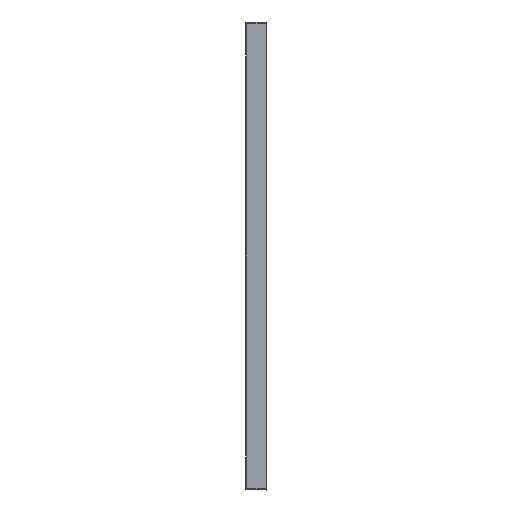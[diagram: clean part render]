
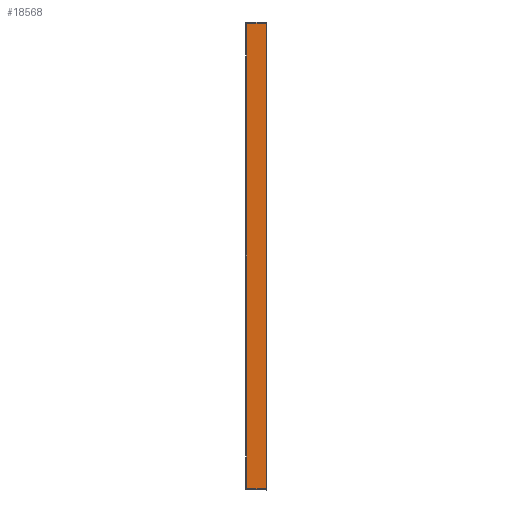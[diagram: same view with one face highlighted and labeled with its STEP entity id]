
A CAD part, left-side view. The second image highlights one B-rep face of the part: STEP entity #18568.
In plain terms, the highlighted planar face has unit normal (-0.999, 0.035, 0).
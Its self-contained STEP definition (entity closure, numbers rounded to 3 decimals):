
#234=DIRECTION('',(0.,0.,-1.));
#235=VECTOR('',#234,896.002);
#236=CARTESIAN_POINT('',(-500.,-40.,535.501));
#237=LINE('',#236,#235);
#238=DIRECTION('',(0.035,0.999,0.035));
#239=VECTOR('',#238,38.113);
#240=CARTESIAN_POINT('',(-500.,-40.,
-360.501));
#241=LINE('',#240,#239);
#242=CARTESIAN_POINT('',(-498.671,-1.933,
-359.172));
#243=CARTESIAN_POINT('',(-498.671,-1.947,
-349.773));
#244=CARTESIAN_POINT('',(-498.672,-1.979,
-327.882));
#245=CARTESIAN_POINT('',(-498.674,-2.024,
-292.325));
#246=CARTESIAN_POINT('',(-498.674,-2.039,
-266.166));
#247=CARTESIAN_POINT('',(-498.674,-2.039,
-252.5));
#249=CARTESIAN_POINT('',(-498.674,-2.039,
-252.5));
#250=CARTESIAN_POINT('',(-498.674,-2.039,
-244.529));
#251=CARTESIAN_POINT('',(-498.674,-2.037,
-229.413));
#252=CARTESIAN_POINT('',(-498.674,-2.033,
-209.371));
#253=CARTESIAN_POINT('',(-498.674,-2.027,
-191.491));
#254=CARTESIAN_POINT('',(-498.674,-2.02,
-175.506));
#255=CARTESIAN_POINT('',(-498.673,-2.013,
-160.332));
#256=CARTESIAN_POINT('',(-498.673,-2.006,
-146.532));
#257=CARTESIAN_POINT('',(-498.673,-1.999,
-133.136));
#258=CARTESIAN_POINT('',(-498.673,-1.992,
-119.521));
#259=CARTESIAN_POINT('',(-498.672,-1.983,
-104.85));
#260=CARTESIAN_POINT('',(-498.672,-1.975,
-90.78));
#261=CARTESIAN_POINT('',(-498.672,-1.967,
-75.975));
#262=CARTESIAN_POINT('',(-498.672,-1.959,
-60.229));
#263=CARTESIAN_POINT('',(-498.671,-1.951,
-42.909));
#264=CARTESIAN_POINT('',(-498.671,-1.943,
-26.495));
#265=CARTESIAN_POINT('',(-498.671,-1.936,
-8.688));
#266=CARTESIAN_POINT('',(-498.671,-1.93,10.104));
#267=CARTESIAN_POINT('',(-498.67,-1.927,29.064));
#268=CARTESIAN_POINT('',(-498.67,-1.925,47.812));
#269=CARTESIAN_POINT('',(-498.671,-1.927,67.408));
#270=CARTESIAN_POINT('',(-498.67,-1.929,80.741));
#271=CARTESIAN_POINT('',(-498.67,-1.931,87.499));
#273=CARTESIAN_POINT('',(-498.67,-1.931,87.499));
#274=CARTESIAN_POINT('',(-498.67,-1.933,93.451));
#275=CARTESIAN_POINT('',(-498.671,-1.937,105.92));
#276=CARTESIAN_POINT('',(-498.671,-1.944,126.794));
#277=CARTESIAN_POINT('',(-498.671,-1.953,148.435));
#278=CARTESIAN_POINT('',(-498.672,-1.962,172.007));
#279=CARTESIAN_POINT('',(-498.672,-1.972,196.199));
#280=CARTESIAN_POINT('',(-498.672,-1.982,220.565));
#281=CARTESIAN_POINT('',(-498.673,-1.992,244.863));
#282=CARTESIAN_POINT('',(-498.673,-2.001,267.578));
#283=CARTESIAN_POINT('',(-498.673,-2.009,288.514));
#284=CARTESIAN_POINT('',(-498.674,-2.015,305.841));
#285=CARTESIAN_POINT('',(-498.674,-2.02,321.442));
#286=CARTESIAN_POINT('',(-498.674,-2.024,335.529));
#287=CARTESIAN_POINT('',(-498.674,-2.028,349.006));
#288=CARTESIAN_POINT('',(-498.674,-2.031,361.727));
#289=CARTESIAN_POINT('',(-498.674,-2.033,373.916));
#290=CARTESIAN_POINT('',(-498.674,-2.036,387.055));
#291=CARTESIAN_POINT('',(-498.674,-2.037,399.697));
#292=CARTESIAN_POINT('',(-498.674,-2.038,412.988));
#293=CARTESIAN_POINT('',(-498.674,-2.039,422.559));
#294=CARTESIAN_POINT('',(-498.674,-2.039,427.5));
#296=CARTESIAN_POINT('',(-498.674,-2.039,427.5));
#297=CARTESIAN_POINT('',(-498.674,-2.039,439.8));
#298=CARTESIAN_POINT('',(-498.674,-2.026,464.248));
#299=CARTESIAN_POINT('',(-498.672,-1.984,499.805));
#300=CARTESIAN_POINT('',(-498.671,-1.949,523.062));
#301=CARTESIAN_POINT('',(-498.671,-1.933,534.172));
#303=DIRECTION('',(-0.035,-0.999,0.035));
#304=VECTOR('',#303,38.113);
#305=CARTESIAN_POINT('',(-498.671,-1.933,534.172));
#306=LINE('',#305,#304);
#307=CARTESIAN_POINT('',(-500.,-40.,-360.501));
#678=CARTESIAN_POINT('',(-498.67,-1.931,87.499));
#767=CARTESIAN_POINT('',(-498.674,-2.039,
-252.5));
#16859=VERTEX_POINT('',#307);
#16860=CARTESIAN_POINT('',(-500.,-40.,
535.501));
#16861=VERTEX_POINT('',#16860);
#18137=VERTEX_POINT('',#767);
#18138=VERTEX_POINT('',#678);
#18205=CARTESIAN_POINT('',(-498.671,-1.933,
-359.172));
#18206=VERTEX_POINT('',#18205);
#18207=VERTEX_POINT('',#294);
#18208=VERTEX_POINT('',#301);
#18549=CARTESIAN_POINT('',(-499.335,-20.963,87.5));
#18550=DIRECTION('',(0.999,-0.035,0.));
#18551=DIRECTION('',(0.035,0.999,0.));
#18552=AXIS2_PLACEMENT_3D('',#18549,#18550,#18551);
#18553=PLANE('',#18552);
#18554=ORIENTED_EDGE('',*,*,#18379,.T.);
#18556=ORIENTED_EDGE('',*,*,#18555,.T.);
#18558=ORIENTED_EDGE('',*,*,#18557,.T.);
#18560=ORIENTED_EDGE('',*,*,#18559,.T.);
#18562=ORIENTED_EDGE('',*,*,#18561,.T.);
#18564=ORIENTED_EDGE('',*,*,#18563,.T.);
#18565=ORIENTED_EDGE('',*,*,#18541,.T.);
#18566=EDGE_LOOP('',(#18554,#18556,#18558,#18560,#18562,#18564,#18565));
#18567=FACE_OUTER_BOUND('',#18566,.F.);
#18568=ADVANCED_FACE('',(#18567),#18553,.F.);
#248=B_SPLINE_CURVE_WITH_KNOTS('',3,(#242,#243,#244,#245,#246,#247),
.UNSPECIFIED.,.F.,.F.,(4,1,1,4),(0.,0.264,0.616,1.),
.UNSPECIFIED.);
#272=B_SPLINE_CURVE_WITH_KNOTS('',3,(#249,#250,#251,#252,#253,#254,#255,#256,
#257,#258,#259,#260,#261,#262,#263,#264,#265,#266,#267,#268,#269,#270,#271),
.UNSPECIFIED.,.F.,.F.,(4,1,1,1,1,1,1,1,1,1,1,1,1,1,1,1,1,1,1,1,4),(0.,0.05,
0.1,0.15,0.2,0.25,0.3,0.35,0.4,0.45,0.5,0.55,0.6,0.65,
0.7,0.75,0.8,0.85,0.9,0.95,1.),.UNSPECIFIED.);
#295=B_SPLINE_CURVE_WITH_KNOTS('',3,(#273,#274,#275,#276,#277,#278,#279,#280,
#281,#282,#283,#284,#285,#286,#287,#288,#289,#290,#291,#292,#293,#294),
.UNSPECIFIED.,.F.,.F.,(4,1,1,1,1,1,1,1,1,1,1,1,1,1,1,1,1,1,1,4),(0.,
0.053,0.105,0.158,0.211,
0.263,0.316,0.368,0.421,
0.474,0.526,0.579,0.632,
0.684,0.737,0.789,0.842,
0.895,0.947,1.),.UNSPECIFIED.);
#302=B_SPLINE_CURVE_WITH_KNOTS('',3,(#296,#297,#298,#299,#300,#301),
.UNSPECIFIED.,.F.,.F.,(4,1,1,4),(0.,0.346,0.688,1.),
.UNSPECIFIED.);
#18379=EDGE_CURVE('',#16861,#16859,#237,.T.);
#18541=EDGE_CURVE('',#18208,#16861,#306,.T.);
#18555=EDGE_CURVE('',#16859,#18206,#241,.T.);
#18557=EDGE_CURVE('',#18206,#18137,#248,.T.);
#18559=EDGE_CURVE('',#18137,#18138,#272,.T.);
#18561=EDGE_CURVE('',#18138,#18207,#295,.T.);
#18563=EDGE_CURVE('',#18207,#18208,#302,.T.);
